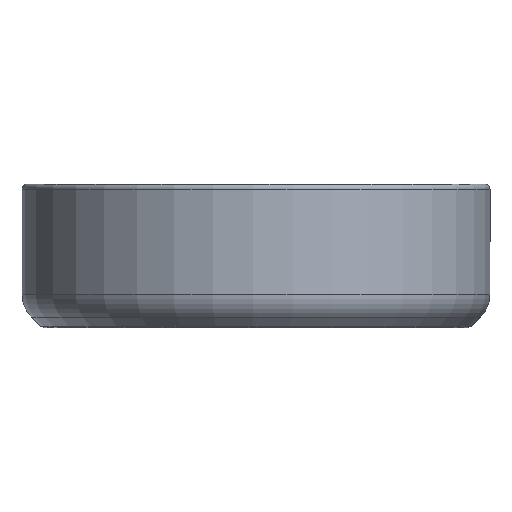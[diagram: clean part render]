
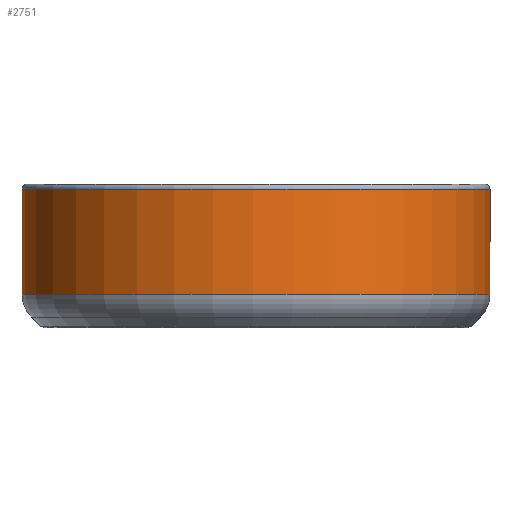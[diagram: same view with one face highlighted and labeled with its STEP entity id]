
A CAD part, left-side view. The second image highlights one B-rep face of the part: STEP entity #2751.
In plain terms, the highlighted cylindrical face has radius 29 mm (diameter 58 mm), a partial arc.
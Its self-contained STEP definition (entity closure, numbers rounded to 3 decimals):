
#198=FACE_OUTER_BOUND('',#362,.T.);
#362=EDGE_LOOP('',(#2122,#2123,#2124,#2125));
#489=CIRCLE('',#2973,29.);
#492=CIRCLE('',#2978,29.);
#790=LINE('',#6354,#949);
#811=LINE('',#6430,#970);
#949=VECTOR('',#3431,10.);
#970=VECTOR('',#3512,10.);
#1201=VERTEX_POINT('',#6351);
#1202=VERTEX_POINT('',#6353);
#1224=VERTEX_POINT('',#6416);
#1227=VERTEX_POINT('',#6429);
#1540=EDGE_CURVE('',#1202,#1201,#790,.T.);
#1575=EDGE_CURVE('',#1224,#1201,#489,.T.);
#1579=EDGE_CURVE('',#1227,#1224,#811,.T.);
#1580=EDGE_CURVE('',#1202,#1227,#492,.T.);
#2122=ORIENTED_EDGE('',*,*,#1575,.F.);
#2123=ORIENTED_EDGE('',*,*,#1579,.F.);
#2124=ORIENTED_EDGE('',*,*,#1580,.F.);
#2125=ORIENTED_EDGE('',*,*,#1540,.T.);
#2634=CYLINDRICAL_SURFACE('',#2977,29.);
#2751=ADVANCED_FACE('',(#198),#2634,.T.);
#2973=AXIS2_PLACEMENT_3D('',#6422,#3501,#3502);
#2977=AXIS2_PLACEMENT_3D('',#6428,#3510,#3511);
#2978=AXIS2_PLACEMENT_3D('',#6431,#3513,#3514);
#3431=DIRECTION('',(0.,0.,-1.));
#3501=DIRECTION('center_axis',(0.,0.,-1.));
#3502=DIRECTION('ref_axis',(-0.945,-0.326,0.));
#3510=DIRECTION('center_axis',(0.,0.,1.));
#3511=DIRECTION('ref_axis',(-0.945,-0.326,0.));
#3512=DIRECTION('',(0.,0.,-1.));
#3513=DIRECTION('center_axis',(0.,0.,1.));
#3514=DIRECTION('ref_axis',(-0.945,-0.326,0.));
#6351=CARTESIAN_POINT('',(28.,57.,1.157));
#6353=CARTESIAN_POINT('',(28.,57.,14.2));
#6354=CARTESIAN_POINT('',(28.,57.,-2.));
#6416=CARTESIAN_POINT('',(45.859,5.152,1.157));
#6422=CARTESIAN_POINT('Origin',(28.,28.,1.157));
#6428=CARTESIAN_POINT('Origin',(28.,28.,-2.));
#6429=CARTESIAN_POINT('',(45.859,5.152,14.2));
#6430=CARTESIAN_POINT('',(45.859,5.152,-2.));
#6431=CARTESIAN_POINT('Origin',(28.,28.,14.2));
